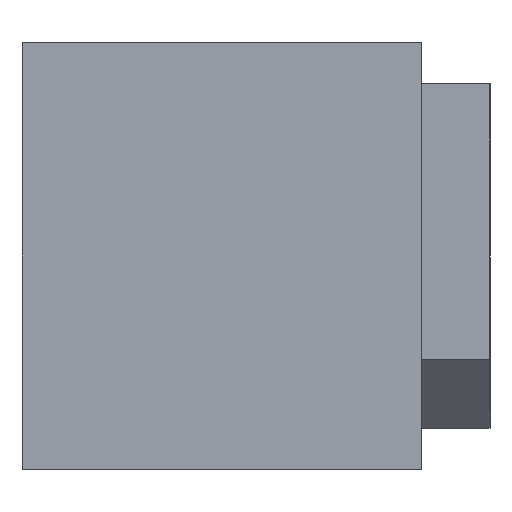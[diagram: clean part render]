
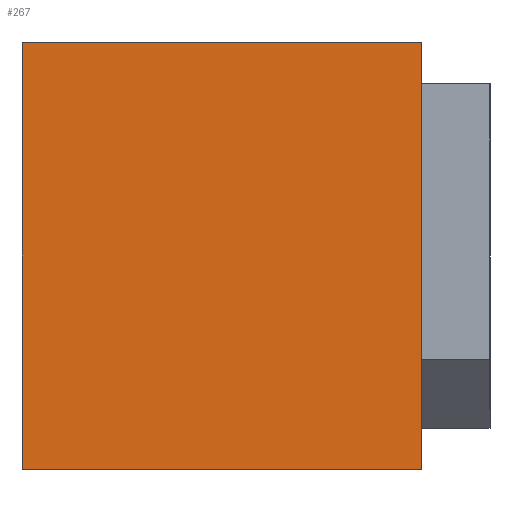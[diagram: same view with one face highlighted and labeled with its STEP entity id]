
A CAD part, left-side view. The second image highlights one B-rep face of the part: STEP entity #267.
In plain terms, the highlighted planar face has unit normal (-1, 0, 0).
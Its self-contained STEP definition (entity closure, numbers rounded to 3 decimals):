
#22 = CARTESIAN_POINT ( 'NONE',  ( -0.305, 0.05, -0.155 ) ) ;
#30 = VECTOR ( 'NONE', #378, 1000. ) ;
#36 = DIRECTION ( 'NONE',  ( 0., 1., 0. ) ) ;
#119 = CARTESIAN_POINT ( 'NONE',  ( -0.305, 0.05, 0.155 ) ) ;
#123 = LINE ( 'NONE', #843, #1115 ) ;
#160 = VECTOR ( 'NONE', #900, 1000. ) ;
#162 = ORIENTED_EDGE ( 'NONE', *, *, #495, .F. ) ;
#182 = LINE ( 'NONE', #533, #160 ) ;
#215 = EDGE_CURVE ( 'NONE', #956, #347, #449, .T. ) ;
#231 = CARTESIAN_POINT ( 'NONE',  ( -0.305, -0.684, 0.155 ) ) ;
#249 = VECTOR ( 'NONE', #333, 1000. ) ;
#267 = ADVANCED_FACE ( 'NONE', ( #953 ), #771, .T. ) ;
#286 = EDGE_CURVE ( 'NONE', #1057, #922, #123, .T. ) ;
#296 = CARTESIAN_POINT ( 'NONE',  ( -0.305, 0.05, 0.155 ) ) ;
#325 = CARTESIAN_POINT ( 'NONE',  ( -0.305, -0.684, 0.155 ) ) ;
#333 = DIRECTION ( 'NONE',  ( 0., 1., 0. ) ) ;
#343 = CARTESIAN_POINT ( 'NONE',  ( -0.305, 0.34, 0.155 ) ) ;
#347 = VERTEX_POINT ( 'NONE', #343 ) ;
#371 = LINE ( 'NONE', #296, #30 ) ;
#378 = DIRECTION ( 'NONE',  ( 0., 0., -1. ) ) ;
#449 = LINE ( 'NONE', #325, #249 ) ;
#495 = EDGE_CURVE ( 'NONE', #956, #1057, #371, .T. ) ;
#533 = CARTESIAN_POINT ( 'NONE',  ( -0.305, 0.34, 0.155 ) ) ;
#567 = CARTESIAN_POINT ( 'NONE',  ( -0.305, 0.34, -0.155 ) ) ;
#660 = ORIENTED_EDGE ( 'NONE', *, *, #1130, .F. ) ;
#771 = PLANE ( 'NONE',  #803 ) ;
#803 = AXIS2_PLACEMENT_3D ( 'NONE', #231, #948, #1016 ) ;
#843 = CARTESIAN_POINT ( 'NONE',  ( -0.305, -0.684, -0.155 ) ) ;
#900 = DIRECTION ( 'NONE',  ( 0., 0., 1. ) ) ;
#922 = VERTEX_POINT ( 'NONE', #567 ) ;
#948 = DIRECTION ( 'NONE',  ( -1., 0., 0. ) ) ;
#953 = FACE_OUTER_BOUND ( 'NONE', #1123, .T. ) ;
#956 = VERTEX_POINT ( 'NONE', #119 ) ;
#968 = ORIENTED_EDGE ( 'NONE', *, *, #286, .F. ) ;
#1016 = DIRECTION ( 'NONE',  ( 0., 0., 1. ) ) ;
#1050 = ORIENTED_EDGE ( 'NONE', *, *, #215, .T. ) ;
#1057 = VERTEX_POINT ( 'NONE', #22 ) ;
#1115 = VECTOR ( 'NONE', #36, 1000. ) ;
#1123 = EDGE_LOOP ( 'NONE', ( #162, #1050, #660, #968 ) ) ;
#1130 = EDGE_CURVE ( 'NONE', #922, #347, #182, .T. ) ;
